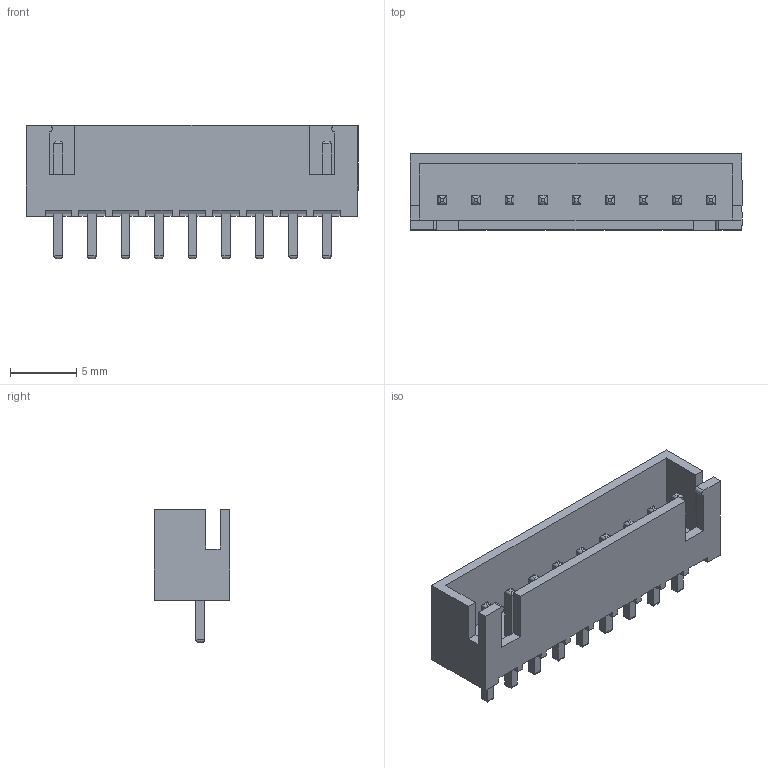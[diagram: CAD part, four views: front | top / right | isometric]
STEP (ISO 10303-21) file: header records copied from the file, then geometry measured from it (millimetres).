
FILE_DESCRIPTION (( 'STEP AP214' ), '1' );
FILE_NAME ('JST 2_54 9x.STEP', '2023-05-13T16:13:32', ( '' ), ( '' ), 'SwSTEP 2.0', 'SolidWorks 2021', '' );
FILE_SCHEMA (( 'AUTOMOTIVE_DESIGN' ));
Length unit declared in the file: millimetre
Products named in the file (1): JST 2_54 9x
Bounding box: 25.12 x 5.75 x 10.08 mm (x, y, z)
Volume: 440.3 mm3; surface area: 1175.6 mm2
Topology: 1 solids, 1 shells, 296 faces, 783 edges, 498 vertices
Faces by surface type: plane 222, cylinder 74
Entity records: 11681 total; most frequent: CARTESIAN_POINT 1794, ORIENTED_EDGE 1566, DIRECTION 1309, EDGE_CURVE 783, LINE 707, VECTOR 707, VERTEX_POINT 498, EDGE_LOOP 305
